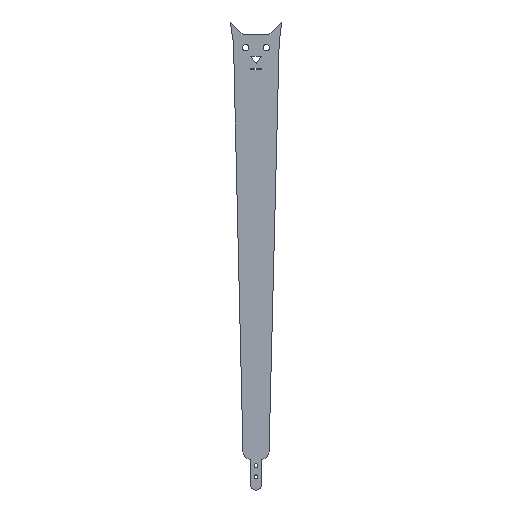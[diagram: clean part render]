
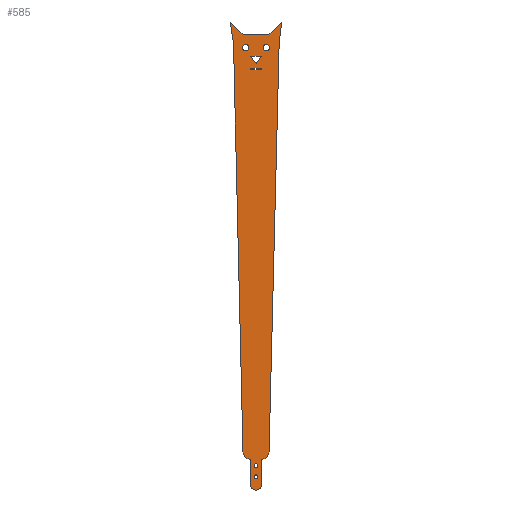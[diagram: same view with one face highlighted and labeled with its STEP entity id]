
A CAD part, left-side view. The second image highlights one B-rep face of the part: STEP entity #585.
In plain terms, the highlighted planar face has unit normal (-1, 0, 0).
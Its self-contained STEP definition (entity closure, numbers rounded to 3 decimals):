
#21=FACE_BOUND('',#112,.T.);
#22=FACE_BOUND('',#113,.T.);
#23=FACE_BOUND('',#114,.T.);
#24=FACE_BOUND('',#115,.T.);
#25=FACE_BOUND('',#116,.T.);
#26=FACE_BOUND('',#117,.T.);
#47=PLANE('',#644);
#76=FACE_OUTER_BOUND('',#111,.T.);
#111=EDGE_LOOP('',(#524,#525,#526,#527,#528,#529,#530,#531,#532,#533,#534,
#535,#536,#537));
#112=EDGE_LOOP('',(#538));
#113=EDGE_LOOP('',(#539));
#114=EDGE_LOOP('',(#540,#541,#542,#543));
#115=EDGE_LOOP('',(#544,#545,#546));
#116=EDGE_LOOP('',(#547));
#117=EDGE_LOOP('',(#548));
#122=LINE('',#824,#185);
#125=LINE('',#831,#188);
#130=LINE('',#844,#193);
#138=LINE('',#869,#201);
#142=LINE('',#877,#205);
#145=LINE('',#882,#208);
#147=LINE('',#887,#210);
#151=LINE('',#895,#214);
#154=LINE('',#901,#217);
#157=LINE('',#906,#220);
#159=LINE('',#911,#222);
#163=LINE('',#919,#226);
#167=LINE('',#934,#230);
#170=LINE('',#940,#233);
#173=LINE('',#946,#236);
#176=LINE('',#952,#239);
#179=LINE('',#957,#242);
#185=VECTOR('',#671,10.);
#188=VECTOR('',#676,10.);
#193=VECTOR('',#689,10.);
#201=VECTOR('',#715,10.);
#205=VECTOR('',#721,10.);
#208=VECTOR('',#726,10.);
#210=VECTOR('',#730,10.);
#214=VECTOR('',#736,10.);
#217=VECTOR('',#741,10.);
#220=VECTOR('',#746,10.);
#222=VECTOR('',#750,10.);
#226=VECTOR('',#756,10.);
#230=VECTOR('',#774,10.);
#233=VECTOR('',#779,10.);
#236=VECTOR('',#784,10.);
#239=VECTOR('',#789,10.);
#242=VECTOR('',#794,10.);
#245=CIRCLE('',#602,0.75);
#247=CIRCLE('',#605,0.75);
#248=CIRCLE('',#607,2.);
#250=CIRCLE('',#612,2.);
#253=CIRCLE('',#619,1.25);
#255=CIRCLE('',#622,1.25);
#256=CIRCLE('',#633,3.);
#258=CIRCLE('',#636,3.);
#261=VERTEX_POINT('',#804);
#263=VERTEX_POINT('',#810);
#264=VERTEX_POINT('',#814);
#265=VERTEX_POINT('',#815);
#268=VERTEX_POINT('',#823);
#270=VERTEX_POINT('',#829);
#271=VERTEX_POINT('',#830);
#274=VERTEX_POINT('',#838);
#279=VERTEX_POINT('',#857);
#281=VERTEX_POINT('',#863);
#282=VERTEX_POINT('',#867);
#283=VERTEX_POINT('',#868);
#286=VERTEX_POINT('',#876);
#288=VERTEX_POINT('',#885);
#289=VERTEX_POINT('',#886);
#292=VERTEX_POINT('',#894);
#294=VERTEX_POINT('',#900);
#296=VERTEX_POINT('',#909);
#297=VERTEX_POINT('',#910);
#300=VERTEX_POINT('',#918);
#302=VERTEX_POINT('',#927);
#304=VERTEX_POINT('',#933);
#306=VERTEX_POINT('',#939);
#308=VERTEX_POINT('',#945);
#310=VERTEX_POINT('',#951);
#314=EDGE_CURVE('',#261,#261,#245,.T.);
#317=EDGE_CURVE('',#263,#263,#247,.T.);
#318=EDGE_CURVE('',#264,#265,#248,.T.);
#322=EDGE_CURVE('',#264,#268,#122,.T.);
#325=EDGE_CURVE('',#270,#271,#125,.T.);
#329=EDGE_CURVE('',#274,#271,#250,.T.);
#332=EDGE_CURVE('',#274,#265,#130,.T.);
#340=EDGE_CURVE('',#279,#279,#253,.T.);
#343=EDGE_CURVE('',#281,#281,#255,.T.);
#344=EDGE_CURVE('',#282,#283,#138,.T.);
#348=EDGE_CURVE('',#286,#282,#142,.T.);
#351=EDGE_CURVE('',#283,#286,#145,.T.);
#353=EDGE_CURVE('',#288,#289,#147,.T.);
#357=EDGE_CURVE('',#292,#288,#151,.T.);
#360=EDGE_CURVE('',#294,#292,#154,.T.);
#363=EDGE_CURVE('',#289,#294,#157,.T.);
#365=EDGE_CURVE('',#296,#297,#159,.T.);
#369=EDGE_CURVE('',#297,#300,#163,.T.);
#372=EDGE_CURVE('',#270,#300,#256,.T.);
#374=EDGE_CURVE('',#302,#268,#258,.T.);
#377=EDGE_CURVE('',#304,#302,#167,.T.);
#380=EDGE_CURVE('',#306,#304,#170,.T.);
#383=EDGE_CURVE('',#308,#306,#173,.T.);
#386=EDGE_CURVE('',#310,#308,#176,.T.);
#389=EDGE_CURVE('',#296,#310,#179,.T.);
#524=ORIENTED_EDGE('',*,*,#389,.F.);
#525=ORIENTED_EDGE('',*,*,#365,.T.);
#526=ORIENTED_EDGE('',*,*,#369,.T.);
#527=ORIENTED_EDGE('',*,*,#372,.F.);
#528=ORIENTED_EDGE('',*,*,#325,.T.);
#529=ORIENTED_EDGE('',*,*,#329,.F.);
#530=ORIENTED_EDGE('',*,*,#332,.T.);
#531=ORIENTED_EDGE('',*,*,#318,.F.);
#532=ORIENTED_EDGE('',*,*,#322,.T.);
#533=ORIENTED_EDGE('',*,*,#374,.F.);
#534=ORIENTED_EDGE('',*,*,#377,.F.);
#535=ORIENTED_EDGE('',*,*,#380,.F.);
#536=ORIENTED_EDGE('',*,*,#383,.F.);
#537=ORIENTED_EDGE('',*,*,#386,.F.);
#538=ORIENTED_EDGE('',*,*,#314,.T.);
#539=ORIENTED_EDGE('',*,*,#317,.T.);
#540=ORIENTED_EDGE('',*,*,#363,.F.);
#541=ORIENTED_EDGE('',*,*,#353,.F.);
#542=ORIENTED_EDGE('',*,*,#357,.F.);
#543=ORIENTED_EDGE('',*,*,#360,.F.);
#544=ORIENTED_EDGE('',*,*,#351,.F.);
#545=ORIENTED_EDGE('',*,*,#344,.F.);
#546=ORIENTED_EDGE('',*,*,#348,.F.);
#547=ORIENTED_EDGE('',*,*,#343,.F.);
#548=ORIENTED_EDGE('',*,*,#340,.F.);
#585=ADVANCED_FACE('',(#76,#21,#22,#23,#24,#25,#26),#47,.F.);
#602=AXIS2_PLACEMENT_3D('',#806,#652,#653);
#605=AXIS2_PLACEMENT_3D('',#812,#659,#660);
#607=AXIS2_PLACEMENT_3D('',#816,#663,#664);
#612=AXIS2_PLACEMENT_3D('',#839,#682,#683);
#619=AXIS2_PLACEMENT_3D('',#859,#704,#705);
#622=AXIS2_PLACEMENT_3D('',#865,#711,#712);
#633=AXIS2_PLACEMENT_3D('',#924,#761,#762);
#636=AXIS2_PLACEMENT_3D('',#928,#767,#768);
#644=AXIS2_PLACEMENT_3D('',#960,#798,#799);
#652=DIRECTION('center_axis',(1.,0.,0.));
#653=DIRECTION('ref_axis',(0.,0.,-1.));
#659=DIRECTION('center_axis',(1.,0.,0.));
#660=DIRECTION('ref_axis',(0.,0.,-1.));
#663=DIRECTION('center_axis',(1.,0.,0.));
#664=DIRECTION('ref_axis',(0.,-1.,0.));
#671=DIRECTION('',(0.,0.,1.));
#676=DIRECTION('',(0.,0.,-1.));
#682=DIRECTION('center_axis',(1.,0.,0.));
#683=DIRECTION('ref_axis',(0.,0.,-1.));
#689=DIRECTION('',(0.,-1.,0.));
#704=DIRECTION('center_axis',(-1.,0.,0.));
#705=DIRECTION('ref_axis',(0.,0.,-1.));
#711=DIRECTION('center_axis',(-1.,0.,0.));
#712=DIRECTION('ref_axis',(0.,0.,-1.));
#715=DIRECTION('',(0.,-0.595,0.804));
#721=DIRECTION('',(0.,-0.595,-0.804));
#726=DIRECTION('',(0.,1.,0.));
#730=DIRECTION('',(0.,0.,1.));
#736=DIRECTION('',(0.,-1.,0.));
#741=DIRECTION('',(0.,0.,-1.));
#746=DIRECTION('',(0.,1.,0.));
#750=DIRECTION('',(0.,-0.147,-0.989));
#756=DIRECTION('',(0.,-0.023,-1.));
#761=DIRECTION('center_axis',(1.,0.,0.));
#762=DIRECTION('ref_axis',(0.,0.,-1.));
#767=DIRECTION('center_axis',(1.,0.,0.));
#768=DIRECTION('ref_axis',(0.,-1.,-0.025));
#774=DIRECTION('',(0.,0.025,-1.));
#779=DIRECTION('',(0.,0.124,-0.992));
#784=DIRECTION('',(0.,-0.707,0.707));
#789=DIRECTION('',(0.,-1.,0.));
#794=DIRECTION('',(0.,-0.707,-0.707));
#798=DIRECTION('center_axis',(1.,0.,0.));
#799=DIRECTION('ref_axis',(0.,0.,-1.));
#804=CARTESIAN_POINT('',(0.,9.998,-171.703));
#806=CARTESIAN_POINT('Origin',(0.,9.998,-172.453));
#810=CARTESIAN_POINT('',(0.,9.998,-176.094));
#812=CARTESIAN_POINT('Origin',(0.,9.998,-176.844));
#814=CARTESIAN_POINT('',(0.,7.927,-179.947));
#815=CARTESIAN_POINT('',(0.,9.927,-181.947));
#816=CARTESIAN_POINT('Origin',(0.,9.927,-179.947));
#823=CARTESIAN_POINT('',(0.,7.927,-170.));
#824=CARTESIAN_POINT('',(0.,7.927,-179.947));
#829=CARTESIAN_POINT('',(0.,12.069,-170.));
#830=CARTESIAN_POINT('',(0.,12.069,-179.947));
#831=CARTESIAN_POINT('',(0.,12.069,-170.));
#838=CARTESIAN_POINT('',(0.,10.069,-181.947));
#839=CARTESIAN_POINT('Origin',(0.,10.069,-179.947));
#844=CARTESIAN_POINT('',(0.,10.069,-181.947));
#857=CARTESIAN_POINT('',(0.,14.,-8.75));
#859=CARTESIAN_POINT('Origin',(0.,14.,-10.));
#863=CARTESIAN_POINT('',(0.,6.,-8.75));
#865=CARTESIAN_POINT('Origin',(0.,6.,-10.));
#867=CARTESIAN_POINT('',(0.,10.,-16.159));
#868=CARTESIAN_POINT('',(0.,7.935,-13.369));
#869=CARTESIAN_POINT('',(0.,7.935,-13.369));
#876=CARTESIAN_POINT('',(0.,12.065,-13.369));
#877=CARTESIAN_POINT('',(0.,12.065,-13.369));
#882=CARTESIAN_POINT('',(0.,9.999,-13.369));
#885=CARTESIAN_POINT('',(0.,7.93,-18.484));
#886=CARTESIAN_POINT('',(0.,7.93,-17.984));
#887=CARTESIAN_POINT('',(0.,7.93,-17.984));
#894=CARTESIAN_POINT('',(0.,12.07,-18.484));
#895=CARTESIAN_POINT('',(0.,10.001,-18.484));
#900=CARTESIAN_POINT('',(0.,12.07,-17.984));
#901=CARTESIAN_POINT('',(0.,12.07,-18.484));
#906=CARTESIAN_POINT('',(0.,10.001,-17.984));
#909=CARTESIAN_POINT('',(0.,20.,0.));
#910=CARTESIAN_POINT('',(0.,18.742,-8.484));
#911=CARTESIAN_POINT('',(0.,20.,0.));
#918=CARTESIAN_POINT('',(0.,15.068,-167.069));
#919=CARTESIAN_POINT('',(0.,18.742,-8.484));
#924=CARTESIAN_POINT('Origin',(0.,12.069,-167.));
#927=CARTESIAN_POINT('',(0.,4.928,-167.074));
#928=CARTESIAN_POINT('Origin',(0.,7.927,-167.));
#933=CARTESIAN_POINT('',(0.,1.,-8.));
#934=CARTESIAN_POINT('',(0.,1.,-8.));
#939=CARTESIAN_POINT('',(0.,0.,0.));
#940=CARTESIAN_POINT('',(0.,0.,0.));
#945=CARTESIAN_POINT('',(0.,5.,-5.));
#946=CARTESIAN_POINT('',(0.,5.,-5.));
#951=CARTESIAN_POINT('',(0.,15.,-5.));
#952=CARTESIAN_POINT('',(0.,15.,-5.));
#957=CARTESIAN_POINT('',(0.,20.,0.));
#960=CARTESIAN_POINT('Origin',(0.,10.,-85.));
